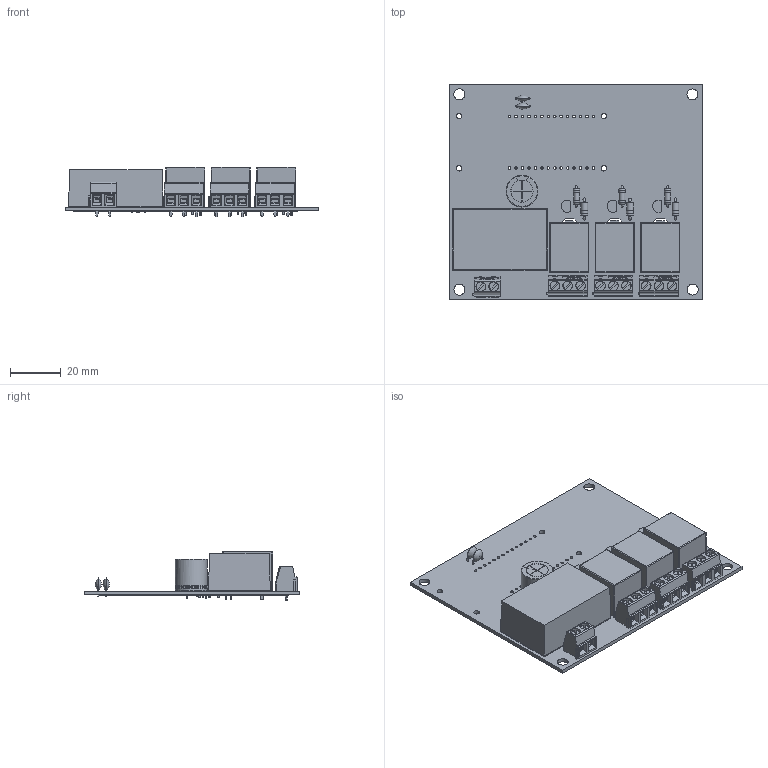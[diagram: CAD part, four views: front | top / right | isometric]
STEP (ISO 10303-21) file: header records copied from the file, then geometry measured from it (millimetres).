
FILE_DESCRIPTION(('KiCad electronic assembly'),'2;1');
FILE_NAME('board_pumpensteuerung.step','2025-07-11T18:51:00',('Pcbnew'), ('Kicad'),'Open CASCADE STEP processor 7.8','KiCad to STEP converter', 'Unknown');
FILE_SCHEMA(('AUTOMOTIVE_DESIGN { 1 0 10303 214 1 1 1 1 }'));
Length unit declared in the file: millimetre
Products named in the file (31): board_pumpensteuerung 1; Relay_SPDT_SANYOU_SRD_Series_Form_C; D_DO-41_SOD81_P7.62mm_Horizontal; 1729131; 2023_06_14_11_48_02_0927; 2023_06_14_11_48_02_0911; 2023_06_14_11_48_02_0895; 2023_06_14_11_48_02_0880; 2023_06_14_11_48_02_0864; 2023_06_14_11_48_02_0848; 2023_06_14_11_48_02_0833; 2023_06_14_11_48_02_0817; 2023_06_14_11_48_02_0801; 2023_06_14_11_48_02_0770; R_Axial_DIN0207_L6.3mm_D2.5mm_P7.62mm_Horizontal; C_Disc_D5.0mm_W2.5mm_P5.00mm; TO-92_Inline; CP_Radial_D12.5mm_P5.00mm; 1729128; 2023_06_14_11_46_55_0900; 2023_06_14_11_46_55_0885; 2023_06_14_11_46_55_0869; 2023_06_14_11_46_55_0853; 2023_06_14_11_46_55_0838; 2023_06_14_11_46_55_0822; 2023_06_14_11_46_55_0791; Mininetzteil; Deckel; Teil2^5V; pumpensteuerung_copper; pumpensteuerung_PCB
Assembly tree (41 placements, depth 3):
  board_pumpensteuerung 1
    Relay_SPDT_SANYOU_SRD_Series_Form_C  x3
    D_DO-41_SOD81_P7.62mm_Horizontal  x3
    1729131  x3
      2023_06_14_11_48_02_0927
      2023_06_14_11_48_02_0911
      2023_06_14_11_48_02_0895
      2023_06_14_11_48_02_0880
      2023_06_14_11_48_02_0864
      2023_06_14_11_48_02_0848
      2023_06_14_11_48_02_0833
      2023_06_14_11_48_02_0817
      2023_06_14_11_48_02_0801
      2023_06_14_11_48_02_0770
    R_Axial_DIN0207_L6.3mm_D2.5mm_P7.62mm_Horizontal  x3
    C_Disc_D5.0mm_W2.5mm_P5.00mm  x2
    TO-92_Inline  x3
    CP_Radial_D12.5mm_P5.00mm
    1729128
      2023_06_14_11_46_55_0900
      2023_06_14_11_46_55_0885
      2023_06_14_11_46_55_0869
      2023_06_14_11_46_55_0853
      2023_06_14_11_46_55_0838
      2023_06_14_11_46_55_0822
      2023_06_14_11_46_55_0791
    Mininetzteil
      Deckel
      Teil2^5V
    pumpensteuerung_copper
    pumpensteuerung_PCB
Bounding box: 100 x 85 x 19.43 mm (x, y, z)
Volume: 34362.9 mm3; surface area: 40160.8 mm2
Topology: 91 solids, 92 shells, 3662 faces, 9838 edges, 6465 vertices
Faces by surface type: plane 2828, cylinder 731, sphere 46, torus 20, extrusion 20, revolution 10, bspline 7
Full cylindrical faces by diameter (mm): 0.5 x8, 0.6 x6, 0.75 x9, 0.8 x22, 0.9 x2, 0.975 x2, 1 x11, 1.016 x28, 1.1 x6, 1.2 x2, 1.3 x20, 2.2 x4, 2.25 x3, 2.5 x6, 2.7 x6, 2.72 x3, 4.3 x4
Entity records: 81647 total; most frequent: CARTESIAN_POINT 13792, ORIENTED_EDGE 11610, DIRECTION 11141, EDGE_CURVE 5805, VECTOR 4703, LINE 4693, VERTEX_POINT 3838, AXIS2_PLACEMENT_3D 3215
